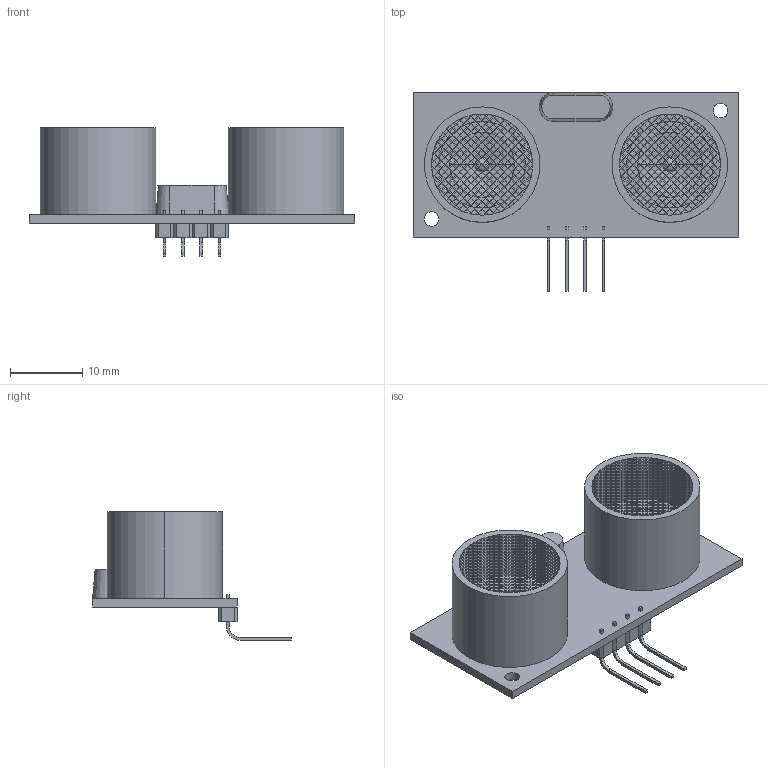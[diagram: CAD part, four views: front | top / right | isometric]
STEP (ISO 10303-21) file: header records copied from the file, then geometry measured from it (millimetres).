
FILE_DESCRIPTION (( 'STEP AP214' ), '1' );
FILE_NAME ('HC-SR04.STEP', '2020-03-15T19:44:48', ( '' ), ( '' ), 'SwSTEP 2.0', 'SolidWorks 2017', '' );
FILE_SCHEMA (( 'AUTOMOTIVE_DESIGN' ));
Length unit declared in the file: millimetre
Products named in the file (1): HC-SR04
Bounding box: 45 x 27.53 x 17.8 mm (x, y, z)
Volume: 3915.4 mm3; surface area: 6901 mm2
Topology: 15 solids, 15 shells, 2811 faces, 8333 edges, 5554 vertices
Faces by surface type: plane 2616, cylinder 184, cone 7, torus 4
Entity records: 94649 total; most frequent: CARTESIAN_POINT 16699, ORIENTED_EDGE 16666, DIRECTION 14347, EDGE_CURVE 8333, VECTOR 7943, LINE 7943, VERTEX_POINT 5554, EDGE_LOOP 3865
